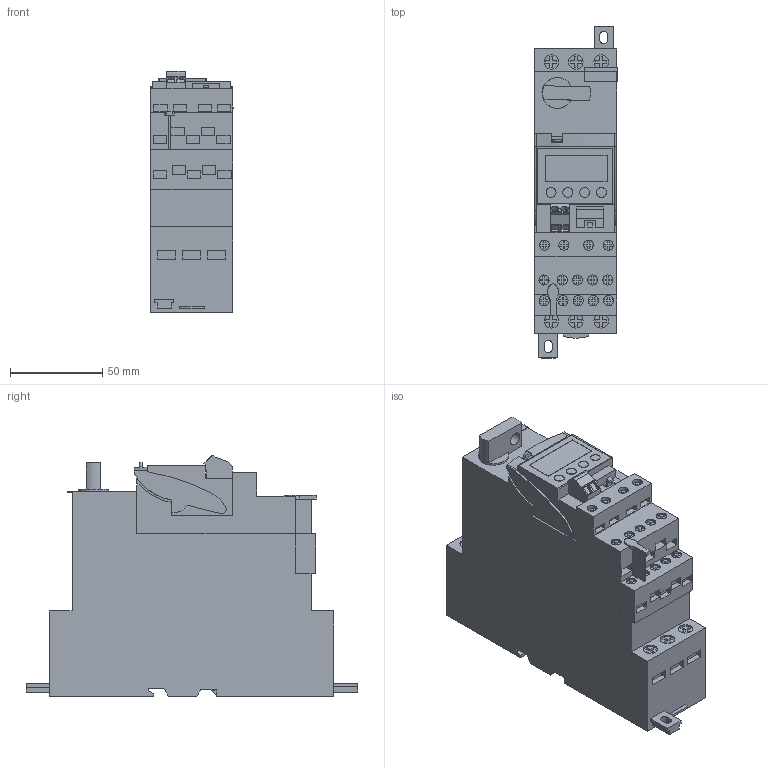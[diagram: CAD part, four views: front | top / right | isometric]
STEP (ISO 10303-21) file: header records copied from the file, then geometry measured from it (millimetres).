
FILE_DESCRIPTION((''),'2;1');
FILE_NAME('SB105367_3D-SOFTWARE_COLOUR','2013-07-17T',('SESA231906'),('Schneider-Electric'),'PRO/ENGINEER BY PARAMETRIC TECHNOLOGY CORPORATION, 2011410','PRO/ENGINEER BY PARAMETRIC TECHNOLOGY CORPORATION, 2011410','');
FILE_SCHEMA(('CONFIG_CONTROL_DESIGN'));
Length unit declared in the file: millimetre
Products named in the file (1): SB105367_3D-SOFTWARE_COLOUR
Bounding box: 44.8 x 179.5 x 130.61 mm (x, y, z)
Volume: 703969.5 mm3; surface area: 67017.3 mm2
Topology: 3 solids, 3 shells, 711 faces, 1869 edges, 1243 vertices
Faces by surface type: plane 628, cylinder 82, extrusion 1
Entity records: 21692 total; most frequent: CARTESIAN_POINT 3871, ORIENTED_EDGE 3738, DIRECTION 3463, EDGE_CURVE 1869, VECTOR 1683, LINE 1682, VERTEX_POINT 1243, AXIS2_PLACEMENT_3D 890
